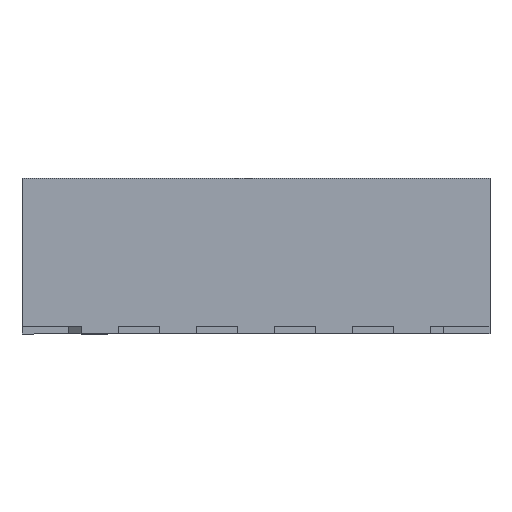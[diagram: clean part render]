
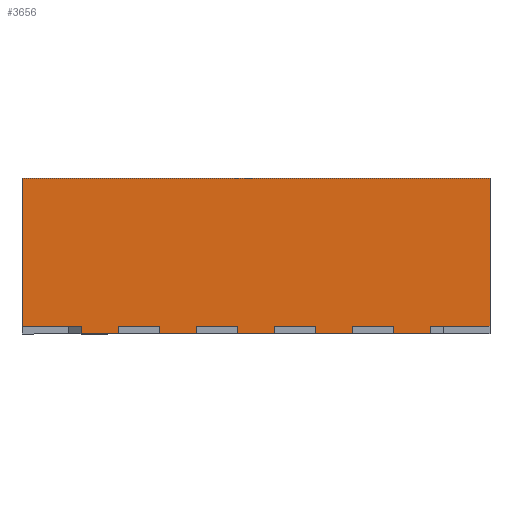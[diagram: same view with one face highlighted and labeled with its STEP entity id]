
A CAD part, front view. The second image highlights one B-rep face of the part: STEP entity #3656.
In plain terms, the highlighted planar face has unit normal (0, -1, 0).
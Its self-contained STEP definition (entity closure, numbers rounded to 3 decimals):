
#1150 = VERTEX_POINT('',#1151);
#1151 = CARTESIAN_POINT('',(0.01,0.02,1.));
#1157 = EDGE_CURVE('',#1150,#1158,#1160,.T.);
#1158 = VERTEX_POINT('',#1159);
#1159 = CARTESIAN_POINT('',(3.01,0.02,1.));
#1160 = LINE('',#1161,#1162);
#1161 = CARTESIAN_POINT('',(1.51,0.02,1.));
#1162 = VECTOR('',#1163,1.);
#1163 = DIRECTION('',(1.,0.,0.));
#3367 = VERTEX_POINT('',#3368);
#3368 = CARTESIAN_POINT('',(0.01,0.02,0.05));
#3374 = EDGE_CURVE('',#3367,#1150,#3375,.T.);
#3375 = LINE('',#3376,#3377);
#3376 = CARTESIAN_POINT('',(0.01,0.02,0.05));
#3377 = VECTOR('',#3378,1.);
#3378 = DIRECTION('',(0.,0.,1.));
#3573 = EDGE_CURVE('',#1158,#3574,#3576,.T.);
#3574 = VERTEX_POINT('',#3575);
#3575 = CARTESIAN_POINT('',(3.01,0.02,0.05));
#3576 = LINE('',#3577,#3578);
#3577 = CARTESIAN_POINT('',(3.01,0.02,0.05));
#3578 = VECTOR('',#3579,1.);
#3579 = DIRECTION('',(0.,0.,-1.));
#3656 = ADVANCED_FACE('',(#3657),#3828,.T.);
#3657 = FACE_BOUND('',#3658,.T.);
#3658 = EDGE_LOOP('',(#3659,#3669,#3677,#3685,#3693,#3701,#3709,#3717,
    #3725,#3731,#3732,#3733,#3734,#3742,#3750,#3758,#3766,#3774,#3782,
    #3790,#3798,#3806,#3814,#3822));
#3659 = ORIENTED_EDGE('',*,*,#3660,.T.);
#3660 = EDGE_CURVE('',#3661,#3663,#3665,.T.);
#3661 = VERTEX_POINT('',#3662);
#3662 = CARTESIAN_POINT('',(1.63,0.02,0.05));
#3663 = VERTEX_POINT('',#3664);
#3664 = CARTESIAN_POINT('',(1.89,0.02,0.05));
#3665 = LINE('',#3666,#3667);
#3666 = CARTESIAN_POINT('',(0.01,0.02,0.05));
#3667 = VECTOR('',#3668,1.);
#3668 = DIRECTION('',(1.,0.,0.));
#3669 = ORIENTED_EDGE('',*,*,#3670,.T.);
#3670 = EDGE_CURVE('',#3663,#3671,#3673,.T.);
#3671 = VERTEX_POINT('',#3672);
#3672 = CARTESIAN_POINT('',(1.89,0.02,0.));
#3673 = LINE('',#3674,#3675);
#3674 = CARTESIAN_POINT('',(1.89,0.02,0.05));
#3675 = VECTOR('',#3676,1.);
#3676 = DIRECTION('',(0.,0.,-1.));
#3677 = ORIENTED_EDGE('',*,*,#3678,.T.);
#3678 = EDGE_CURVE('',#3671,#3679,#3681,.T.);
#3679 = VERTEX_POINT('',#3680);
#3680 = CARTESIAN_POINT('',(2.13,0.02,0.));
#3681 = LINE('',#3682,#3683);
#3682 = CARTESIAN_POINT('',(0.01,0.02,0.));
#3683 = VECTOR('',#3684,1.);
#3684 = DIRECTION('',(1.,0.,0.));
#3685 = ORIENTED_EDGE('',*,*,#3686,.T.);
#3686 = EDGE_CURVE('',#3679,#3687,#3689,.T.);
#3687 = VERTEX_POINT('',#3688);
#3688 = CARTESIAN_POINT('',(2.13,0.02,0.05));
#3689 = LINE('',#3690,#3691);
#3690 = CARTESIAN_POINT('',(2.13,0.02,0.05));
#3691 = VECTOR('',#3692,1.);
#3692 = DIRECTION('',(0.,0.,1.));
#3693 = ORIENTED_EDGE('',*,*,#3694,.T.);
#3694 = EDGE_CURVE('',#3687,#3695,#3697,.T.);
#3695 = VERTEX_POINT('',#3696);
#3696 = CARTESIAN_POINT('',(2.39,0.02,0.05));
#3697 = LINE('',#3698,#3699);
#3698 = CARTESIAN_POINT('',(0.01,0.02,0.05));
#3699 = VECTOR('',#3700,1.);
#3700 = DIRECTION('',(1.,0.,0.));
#3701 = ORIENTED_EDGE('',*,*,#3702,.T.);
#3702 = EDGE_CURVE('',#3695,#3703,#3705,.T.);
#3703 = VERTEX_POINT('',#3704);
#3704 = CARTESIAN_POINT('',(2.39,0.02,0.));
#3705 = LINE('',#3706,#3707);
#3706 = CARTESIAN_POINT('',(2.39,0.02,0.05));
#3707 = VECTOR('',#3708,1.);
#3708 = DIRECTION('',(0.,0.,-1.));
#3709 = ORIENTED_EDGE('',*,*,#3710,.T.);
#3710 = EDGE_CURVE('',#3703,#3711,#3713,.T.);
#3711 = VERTEX_POINT('',#3712);
#3712 = CARTESIAN_POINT('',(2.63,0.02,0.));
#3713 = LINE('',#3714,#3715);
#3714 = CARTESIAN_POINT('',(0.01,0.02,0.));
#3715 = VECTOR('',#3716,1.);
#3716 = DIRECTION('',(1.,0.,0.));
#3717 = ORIENTED_EDGE('',*,*,#3718,.T.);
#3718 = EDGE_CURVE('',#3711,#3719,#3721,.T.);
#3719 = VERTEX_POINT('',#3720);
#3720 = CARTESIAN_POINT('',(2.63,0.02,0.05));
#3721 = LINE('',#3722,#3723);
#3722 = CARTESIAN_POINT('',(2.63,0.02,0.05));
#3723 = VECTOR('',#3724,1.);
#3724 = DIRECTION('',(0.,0.,1.));
#3725 = ORIENTED_EDGE('',*,*,#3726,.T.);
#3726 = EDGE_CURVE('',#3719,#3574,#3727,.T.);
#3727 = LINE('',#3728,#3729);
#3728 = CARTESIAN_POINT('',(0.01,0.02,0.05));
#3729 = VECTOR('',#3730,1.);
#3730 = DIRECTION('',(1.,0.,0.));
#3731 = ORIENTED_EDGE('',*,*,#3573,.F.);
#3732 = ORIENTED_EDGE('',*,*,#1157,.F.);
#3733 = ORIENTED_EDGE('',*,*,#3374,.F.);
#3734 = ORIENTED_EDGE('',*,*,#3735,.T.);
#3735 = EDGE_CURVE('',#3367,#3736,#3738,.T.);
#3736 = VERTEX_POINT('',#3737);
#3737 = CARTESIAN_POINT('',(0.39,0.02,0.05));
#3738 = LINE('',#3739,#3740);
#3739 = CARTESIAN_POINT('',(0.01,0.02,0.05));
#3740 = VECTOR('',#3741,1.);
#3741 = DIRECTION('',(1.,0.,0.));
#3742 = ORIENTED_EDGE('',*,*,#3743,.T.);
#3743 = EDGE_CURVE('',#3736,#3744,#3746,.T.);
#3744 = VERTEX_POINT('',#3745);
#3745 = CARTESIAN_POINT('',(0.39,0.02,0.));
#3746 = LINE('',#3747,#3748);
#3747 = CARTESIAN_POINT('',(0.39,0.02,0.05));
#3748 = VECTOR('',#3749,1.);
#3749 = DIRECTION('',(0.,0.,-1.));
#3750 = ORIENTED_EDGE('',*,*,#3751,.T.);
#3751 = EDGE_CURVE('',#3744,#3752,#3754,.T.);
#3752 = VERTEX_POINT('',#3753);
#3753 = CARTESIAN_POINT('',(0.63,0.02,0.));
#3754 = LINE('',#3755,#3756);
#3755 = CARTESIAN_POINT('',(0.01,0.02,0.));
#3756 = VECTOR('',#3757,1.);
#3757 = DIRECTION('',(1.,0.,0.));
#3758 = ORIENTED_EDGE('',*,*,#3759,.T.);
#3759 = EDGE_CURVE('',#3752,#3760,#3762,.T.);
#3760 = VERTEX_POINT('',#3761);
#3761 = CARTESIAN_POINT('',(0.63,0.02,0.05));
#3762 = LINE('',#3763,#3764);
#3763 = CARTESIAN_POINT('',(0.63,0.02,0.05));
#3764 = VECTOR('',#3765,1.);
#3765 = DIRECTION('',(0.,0.,1.));
#3766 = ORIENTED_EDGE('',*,*,#3767,.T.);
#3767 = EDGE_CURVE('',#3760,#3768,#3770,.T.);
#3768 = VERTEX_POINT('',#3769);
#3769 = CARTESIAN_POINT('',(0.89,0.02,0.05));
#3770 = LINE('',#3771,#3772);
#3771 = CARTESIAN_POINT('',(0.01,0.02,0.05));
#3772 = VECTOR('',#3773,1.);
#3773 = DIRECTION('',(1.,0.,0.));
#3774 = ORIENTED_EDGE('',*,*,#3775,.T.);
#3775 = EDGE_CURVE('',#3768,#3776,#3778,.T.);
#3776 = VERTEX_POINT('',#3777);
#3777 = CARTESIAN_POINT('',(0.89,0.02,0.));
#3778 = LINE('',#3779,#3780);
#3779 = CARTESIAN_POINT('',(0.89,0.02,0.05));
#3780 = VECTOR('',#3781,1.);
#3781 = DIRECTION('',(0.,0.,-1.));
#3782 = ORIENTED_EDGE('',*,*,#3783,.T.);
#3783 = EDGE_CURVE('',#3776,#3784,#3786,.T.);
#3784 = VERTEX_POINT('',#3785);
#3785 = CARTESIAN_POINT('',(1.13,0.02,0.));
#3786 = LINE('',#3787,#3788);
#3787 = CARTESIAN_POINT('',(0.01,0.02,0.));
#3788 = VECTOR('',#3789,1.);
#3789 = DIRECTION('',(1.,0.,0.));
#3790 = ORIENTED_EDGE('',*,*,#3791,.T.);
#3791 = EDGE_CURVE('',#3784,#3792,#3794,.T.);
#3792 = VERTEX_POINT('',#3793);
#3793 = CARTESIAN_POINT('',(1.13,0.02,0.05));
#3794 = LINE('',#3795,#3796);
#3795 = CARTESIAN_POINT('',(1.13,0.02,0.05));
#3796 = VECTOR('',#3797,1.);
#3797 = DIRECTION('',(0.,0.,1.));
#3798 = ORIENTED_EDGE('',*,*,#3799,.T.);
#3799 = EDGE_CURVE('',#3792,#3800,#3802,.T.);
#3800 = VERTEX_POINT('',#3801);
#3801 = CARTESIAN_POINT('',(1.39,0.02,0.05));
#3802 = LINE('',#3803,#3804);
#3803 = CARTESIAN_POINT('',(0.01,0.02,0.05));
#3804 = VECTOR('',#3805,1.);
#3805 = DIRECTION('',(1.,0.,0.));
#3806 = ORIENTED_EDGE('',*,*,#3807,.T.);
#3807 = EDGE_CURVE('',#3800,#3808,#3810,.T.);
#3808 = VERTEX_POINT('',#3809);
#3809 = CARTESIAN_POINT('',(1.39,0.02,0.));
#3810 = LINE('',#3811,#3812);
#3811 = CARTESIAN_POINT('',(1.39,0.02,0.05));
#3812 = VECTOR('',#3813,1.);
#3813 = DIRECTION('',(0.,0.,-1.));
#3814 = ORIENTED_EDGE('',*,*,#3815,.T.);
#3815 = EDGE_CURVE('',#3808,#3816,#3818,.T.);
#3816 = VERTEX_POINT('',#3817);
#3817 = CARTESIAN_POINT('',(1.63,0.02,0.));
#3818 = LINE('',#3819,#3820);
#3819 = CARTESIAN_POINT('',(0.01,0.02,0.));
#3820 = VECTOR('',#3821,1.);
#3821 = DIRECTION('',(1.,0.,0.));
#3822 = ORIENTED_EDGE('',*,*,#3823,.T.);
#3823 = EDGE_CURVE('',#3816,#3661,#3824,.T.);
#3824 = LINE('',#3825,#3826);
#3825 = CARTESIAN_POINT('',(1.63,0.02,0.05));
#3826 = VECTOR('',#3827,1.);
#3827 = DIRECTION('',(0.,0.,1.));
#3828 = PLANE('',#3829);
#3829 = AXIS2_PLACEMENT_3D('',#3830,#3831,#3832);
#3830 = CARTESIAN_POINT('',(0.01,0.02,0.05));
#3831 = DIRECTION('',(0.,-1.,0.));
#3832 = DIRECTION('',(1.,0.,0.));
